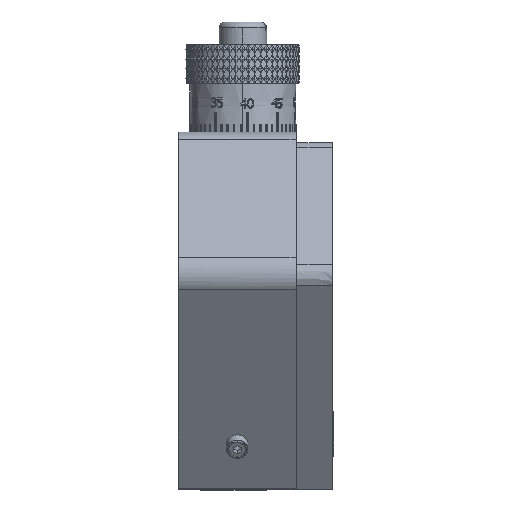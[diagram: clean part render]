
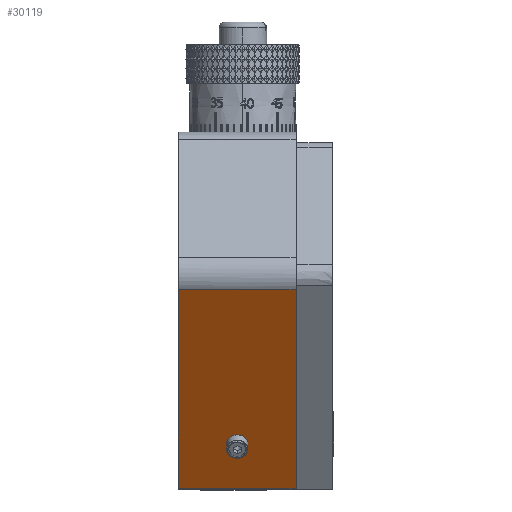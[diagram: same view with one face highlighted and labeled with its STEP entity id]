
A CAD part, left-side view. The second image highlights one B-rep face of the part: STEP entity #30119.
In plain terms, the highlighted free-form (B-spline) face has degree [1, 1] with [2, 2] control points.
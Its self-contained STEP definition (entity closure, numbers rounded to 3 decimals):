
#280=FACE_BOUND('',#35240,.T.);
#2269=B_SPLINE_SURFACE_WITH_KNOTS('',1,1,((#212655,#212656),(#212657,#212658)),
 .UNSPECIFIED.,.F.,.F.,.F.,(2,2),(2,2),(-4.328,47.113),
(-6.136,19.136),.UNSPECIFIED.);
#30119=ADVANCED_FACE('',(#32551,#280),#2269,.T.);
#32551=FACE_OUTER_BOUND('',#35239,.T.);
#35239=EDGE_LOOP('',(#45774,#45775,#45776,#45777));
#35240=EDGE_LOOP('',(#45778,#45779));
#45774=ORIENTED_EDGE('',*,*,#98633,.T.);
#45775=ORIENTED_EDGE('',*,*,#98634,.T.);
#45776=ORIENTED_EDGE('',*,*,#98635,.T.);
#45777=ORIENTED_EDGE('',*,*,#98636,.T.);
#45778=ORIENTED_EDGE('',*,*,#98637,.T.);
#45779=ORIENTED_EDGE('',*,*,#98638,.T.);
#51142=(
BOUNDED_CURVE()
B_SPLINE_CURVE(2,(#212681,#212682,#212683,#212684,#212685),
 .UNSPECIFIED.,.F.,.F.)
B_SPLINE_CURVE_WITH_KNOTS((3,2,3),(0.,2.985,5.969),
 .UNSPECIFIED.)
CURVE()
GEOMETRIC_REPRESENTATION_ITEM()
RATIONAL_B_SPLINE_CURVE((1.,0.707,1.,0.707,1.))
REPRESENTATION_ITEM('')
);
#51143=(
BOUNDED_CURVE()
B_SPLINE_CURVE(2,(#212686,#212687,#212688,#212689,#212690),
 .UNSPECIFIED.,.F.,.F.)
B_SPLINE_CURVE_WITH_KNOTS((3,2,3),(0.,2.985,5.969),
 .UNSPECIFIED.)
CURVE()
GEOMETRIC_REPRESENTATION_ITEM()
RATIONAL_B_SPLINE_CURVE((1.,0.707,1.,0.707,1.))
REPRESENTATION_ITEM('')
);
#51144=(
BOUNDED_CURVE()
B_SPLINE_CURVE(2,(#212691,#212692,#212693,#212694,#212695),
 .UNSPECIFIED.,.F.,.F.)
B_SPLINE_CURVE_WITH_KNOTS((3,2,3),(0.,2.985,5.969),
 .UNSPECIFIED.)
CURVE()
GEOMETRIC_REPRESENTATION_ITEM()
RATIONAL_B_SPLINE_CURVE((1.,0.707,1.,0.707,1.))
REPRESENTATION_ITEM('')
);
#51145=(
BOUNDED_CURVE()
B_SPLINE_CURVE(2,(#212696,#212697,#212698,#212699,#212700),
 .UNSPECIFIED.,.F.,.F.)
B_SPLINE_CURVE_WITH_KNOTS((3,2,3),(0.,2.985,5.969),
 .UNSPECIFIED.)
CURVE()
GEOMETRIC_REPRESENTATION_ITEM()
RATIONAL_B_SPLINE_CURVE((1.,0.707,1.,0.707,1.))
REPRESENTATION_ITEM('')
);
#62131=PCURVE('',#2269,#74392);
#62132=PCURVE('',#2269,#74393);
#62133=PCURVE('',#2269,#74394);
#62134=PCURVE('',#2269,#74395);
#62135=PCURVE('',#2269,#74396);
#62136=PCURVE('',#2269,#74397);
#74392=DEFINITIONAL_REPRESENTATION('',(#117544),#232633);
#74393=DEFINITIONAL_REPRESENTATION('',(#117546),#232633);
#74394=DEFINITIONAL_REPRESENTATION('',(#117548),#232633);
#74395=DEFINITIONAL_REPRESENTATION('',(#117550),#232633);
#74396=DEFINITIONAL_REPRESENTATION('',(#51143),#232633);
#74397=DEFINITIONAL_REPRESENTATION('',(#51145),#232633);
#86616=SURFACE_CURVE('',#117543,(#62131),.PCURVE_S1.);
#86617=SURFACE_CURVE('',#117545,(#62132),.PCURVE_S1.);
#86618=SURFACE_CURVE('',#117547,(#62133),.PCURVE_S1.);
#86619=SURFACE_CURVE('',#117549,(#62134),.PCURVE_S1.);
#86620=SURFACE_CURVE('',#51142,(#62135),.PCURVE_S1.);
#86621=SURFACE_CURVE('',#51144,(#62136),.PCURVE_S1.);
#98633=EDGE_CURVE('',#130799,#130800,#86616,.T.);
#98634=EDGE_CURVE('',#130800,#130801,#86617,.T.);
#98635=EDGE_CURVE('',#130801,#130802,#86618,.T.);
#98636=EDGE_CURVE('',#130802,#130799,#86619,.T.);
#98637=EDGE_CURVE('',#130804,#130803,#86620,.T.);
#98638=EDGE_CURVE('',#130803,#130804,#86621,.T.);
#117543=B_SPLINE_CURVE_WITH_KNOTS('',1,(#212665,#212666),.UNSPECIFIED.,
 .F.,.F.,(2,2),(-21.,0.),.UNSPECIFIED.);
#117544=B_SPLINE_CURVE_WITH_KNOTS('',1,(#212667,#212668),.UNSPECIFIED.,
 .F.,.F.,(2,2),(-21.,0.),.UNSPECIFIED.);
#117545=B_SPLINE_CURVE_WITH_KNOTS('',1,(#212669,#212670),.UNSPECIFIED.,
 .F.,.F.,(2,2),(-42.785,0.),.UNSPECIFIED.);
#117546=B_SPLINE_CURVE_WITH_KNOTS('',1,(#212671,#212672),.UNSPECIFIED.,
 .F.,.F.,(2,2),(-42.785,0.),.UNSPECIFIED.);
#117547=B_SPLINE_CURVE_WITH_KNOTS('',1,(#212673,#212674),.UNSPECIFIED.,
 .F.,.F.,(2,2),(-21.,0.),.UNSPECIFIED.);
#117548=B_SPLINE_CURVE_WITH_KNOTS('',1,(#212675,#212676),.UNSPECIFIED.,
 .F.,.F.,(2,2),(-21.,0.),.UNSPECIFIED.);
#117549=B_SPLINE_CURVE_WITH_KNOTS('',1,(#212677,#212678),.UNSPECIFIED.,
 .F.,.F.,(2,2),(-42.785,0.),.UNSPECIFIED.);
#117550=B_SPLINE_CURVE_WITH_KNOTS('',1,(#212679,#212680),.UNSPECIFIED.,
 .F.,.F.,(2,2),(-42.785,0.),.UNSPECIFIED.);
#130799=VERTEX_POINT('',#212659);
#130800=VERTEX_POINT('',#212660);
#130801=VERTEX_POINT('',#212661);
#130802=VERTEX_POINT('',#212662);
#130803=VERTEX_POINT('',#212663);
#130804=VERTEX_POINT('',#212664);
#212655=CARTESIAN_POINT('',(-23.111,32.887,-5.698));
#212656=CARTESIAN_POINT('',(-23.111,58.159,-5.698));
#212657=CARTESIAN_POINT('',(5.655,32.887,36.949));
#212658=CARTESIAN_POINT('',(5.655,58.159,36.949));
#212659=CARTESIAN_POINT('',(3.234,35.023,33.361));
#212660=CARTESIAN_POINT('',(3.234,56.023,33.361));
#212661=CARTESIAN_POINT('',(-20.69,56.023,-2.109));
#212662=CARTESIAN_POINT('',(-20.69,35.023,-2.109));
#212663=CARTESIAN_POINT('',(-2.126,47.423,25.414));
#212664=CARTESIAN_POINT('',(-2.126,43.623,25.414));
#212665=CARTESIAN_POINT('',(3.234,35.023,33.361));
#212666=CARTESIAN_POINT('',(3.234,56.023,33.361));
#212667=CARTESIAN_POINT('',(42.785,-4.));
#212668=CARTESIAN_POINT('',(42.785,17.));
#212669=CARTESIAN_POINT('',(3.234,56.023,33.361));
#212670=CARTESIAN_POINT('',(-20.69,56.023,-2.109));
#212671=CARTESIAN_POINT('',(42.785,17.));
#212672=CARTESIAN_POINT('',(0.,17.));
#212673=CARTESIAN_POINT('',(-20.69,56.023,-2.109));
#212674=CARTESIAN_POINT('',(-20.69,35.023,-2.109));
#212675=CARTESIAN_POINT('',(0.,17.));
#212676=CARTESIAN_POINT('',(0.,-4.));
#212677=CARTESIAN_POINT('',(-20.69,35.023,-2.109));
#212678=CARTESIAN_POINT('',(3.234,35.023,33.361));
#212679=CARTESIAN_POINT('',(0.,-4.));
#212680=CARTESIAN_POINT('',(42.785,-4.));
#212681=CARTESIAN_POINT('',(-2.126,43.623,25.414));
#212682=CARTESIAN_POINT('',(-3.188,43.623,23.839));
#212683=CARTESIAN_POINT('',(-3.188,45.523,23.839));
#212684=CARTESIAN_POINT('',(-3.188,47.423,23.839));
#212685=CARTESIAN_POINT('',(-2.126,47.423,25.414));
#212686=CARTESIAN_POINT('',(33.199,4.6));
#212687=CARTESIAN_POINT('',(31.299,4.6));
#212688=CARTESIAN_POINT('',(31.299,6.5));
#212689=CARTESIAN_POINT('',(31.299,8.4));
#212690=CARTESIAN_POINT('',(33.199,8.4));
#212691=CARTESIAN_POINT('',(-2.126,47.423,25.414));
#212692=CARTESIAN_POINT('',(-1.063,47.423,26.989));
#212693=CARTESIAN_POINT('',(-1.063,45.523,26.989));
#212694=CARTESIAN_POINT('',(-1.063,43.623,26.989));
#212695=CARTESIAN_POINT('',(-2.126,43.623,25.414));
#212696=CARTESIAN_POINT('',(33.199,8.4));
#212697=CARTESIAN_POINT('',(35.099,8.4));
#212698=CARTESIAN_POINT('',(35.099,6.5));
#212699=CARTESIAN_POINT('',(35.099,4.6));
#212700=CARTESIAN_POINT('',(33.199,4.6));
#232633=(
GEOMETRIC_REPRESENTATION_CONTEXT(2)
PARAMETRIC_REPRESENTATION_CONTEXT()
REPRESENTATION_CONTEXT('pspace','')
);
